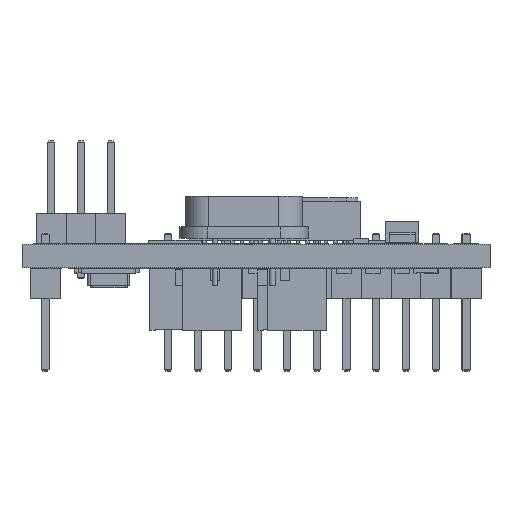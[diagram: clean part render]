
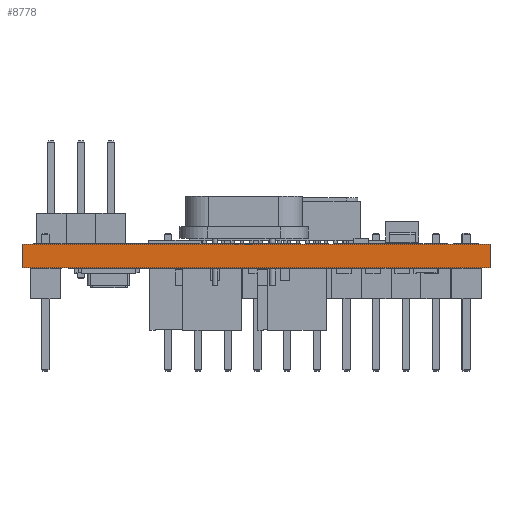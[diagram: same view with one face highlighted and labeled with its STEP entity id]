
A CAD part, front view. The second image highlights one B-rep face of the part: STEP entity #8778.
In plain terms, the highlighted planar face has unit normal (0, -1, 0).
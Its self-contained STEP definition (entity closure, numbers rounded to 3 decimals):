
#8778=ADVANCED_FACE('',(#29803),#29805,.T.);
#29803=FACE_BOUND('',#29804,.T.);
#29804=EDGE_LOOP('',(#45815,#45816,#45817,#45818));
#29805=PLANE('',#29806);
#29806=AXIS2_PLACEMENT_3D('',#29807,#29808,#29809);
#29807=CARTESIAN_POINT('',(0.,0.,0.));
#29808=DIRECTION('',(0.,-1.,0.));
#29809=DIRECTION('',(1.,0.,0.));
#45815=ORIENTED_EDGE('',*,*,#54955,.T.);
#45816=ORIENTED_EDGE('',*,*,#56937,.T.);
#45817=ORIENTED_EDGE('',*,*,#56938,.F.);
#45818=ORIENTED_EDGE('',*,*,#56939,.F.);
#54955=EDGE_CURVE('',#61348,#61345,#61349,.T.);
#56937=EDGE_CURVE('',#61345,#64739,#64741,.T.);
#56938=EDGE_CURVE('',#64742,#64739,#64743,.T.);
#56939=EDGE_CURVE('',#61348,#64742,#64744,.T.);
#61345=VERTEX_POINT('',#72094);
#61348=VERTEX_POINT('',#72099);
#61349=LINE('',#72100,#72101);
#64739=VERTEX_POINT('',#79452);
#64741=LINE('',#79456,#79457);
#64742=VERTEX_POINT('',#79459);
#64743=LINE('',#79460,#79461);
#64744=LINE('',#79463,#79464);
#72094=CARTESIAN_POINT('',(40.,0.,0.));
#72099=CARTESIAN_POINT('',(0.,0.,0.));
#72100=CARTESIAN_POINT('',(0.,0.,0.));
#72101=VECTOR('',#72102,1.);
#72102=DIRECTION('',(1.,0.,0.));
#79452=CARTESIAN_POINT('',(40.,0.,2.));
#79456=CARTESIAN_POINT('',(40.,0.,0.));
#79457=VECTOR('',#79458,1.);
#79458=DIRECTION('',(0.,0.,1.));
#79459=CARTESIAN_POINT('',(0.,0.,2.));
#79460=CARTESIAN_POINT('',(0.,0.,2.));
#79461=VECTOR('',#79462,1.);
#79462=DIRECTION('',(1.,0.,0.));
#79463=CARTESIAN_POINT('',(0.,0.,0.));
#79464=VECTOR('',#79465,1.);
#79465=DIRECTION('',(0.,0.,1.));
